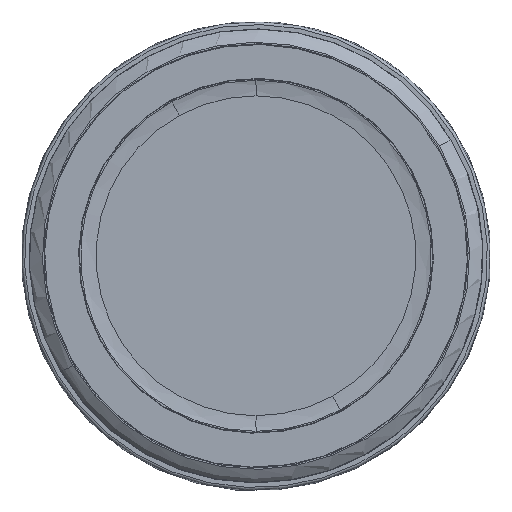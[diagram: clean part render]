
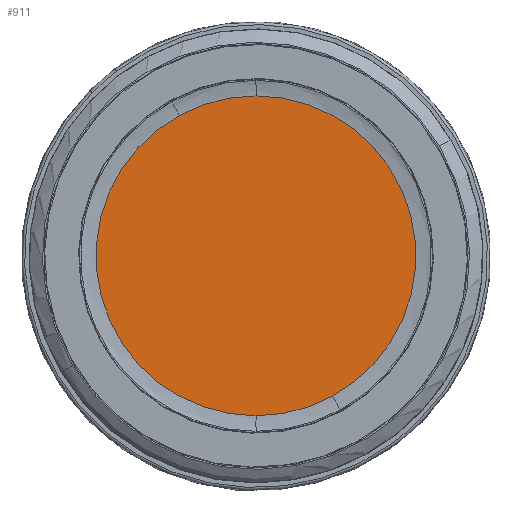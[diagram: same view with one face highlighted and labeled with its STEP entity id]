
A CAD part, top view. The second image highlights one B-rep face of the part: STEP entity #911.
In plain terms, the highlighted planar face has unit normal (0, 0, 1).
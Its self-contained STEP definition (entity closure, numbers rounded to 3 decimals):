
#442=CARTESIAN_POINT('Axis2P3D Location',(0.,33.9,21.903)) ;
#760=CARTESIAN_POINT('Vertex',(0.,30.65,21.903)) ;
#770=CARTESIAN_POINT('Vertex',(-14.694,26.898,21.903)) ;
#773=CARTESIAN_POINT('Axis2P3D Location',(0.,0.,21.903)) ;
#796=CARTESIAN_POINT('Axis2P3D Location',(0.,0.,21.903)) ;
#800=CARTESIAN_POINT('Vertex',(14.694,-26.898,21.903)) ;
#836=CARTESIAN_POINT('Vertex',(0.,-30.65,21.903)) ;
#839=CARTESIAN_POINT('Axis2P3D Location',(0.,0.,21.903)) ;
#862=CARTESIAN_POINT('Axis2P3D Location',(0.,0.,21.903)) ;
#443=DIRECTION('Axis2P3D Direction',(0.,0.,1.)) ;
#444=DIRECTION('Axis2P3D XDirection',(1.,0.,0.)) ;
#774=DIRECTION('Axis2P3D Direction',(0.,0.,1.)) ;
#797=DIRECTION('Axis2P3D Direction',(0.,0.,1.)) ;
#840=DIRECTION('Axis2P3D Direction',(0.,0.,1.)) ;
#863=DIRECTION('Axis2P3D Direction',(0.,0.,1.)) ;
#445=AXIS2_PLACEMENT_3D('Plane Axis2P3D',#442,#443,#444) ;
#775=AXIS2_PLACEMENT_3D('Circle Axis2P3D',#773,#774,$) ;
#798=AXIS2_PLACEMENT_3D('Circle Axis2P3D',#796,#797,$) ;
#841=AXIS2_PLACEMENT_3D('Circle Axis2P3D',#839,#840,$) ;
#864=AXIS2_PLACEMENT_3D('Circle Axis2P3D',#862,#863,$) ;
#906=ORIENTED_EDGE('',*,*,#802,.T.) ;
#907=ORIENTED_EDGE('',*,*,#777,.T.) ;
#908=ORIENTED_EDGE('',*,*,#866,.T.) ;
#909=ORIENTED_EDGE('',*,*,#843,.T.) ;
#911=ADVANCED_FACE('EG02601_A.1\\Corps principal',(#910),#446,.T.) ;
#776=CIRCLE('generated circle',#775,30.65) ;
#799=CIRCLE('generated circle',#798,30.65) ;
#842=CIRCLE('generated circle',#841,30.65) ;
#865=CIRCLE('generated circle',#864,30.65) ;
#777=EDGE_CURVE('',#761,#771,#776,.T.) ;
#802=EDGE_CURVE('',#801,#761,#799,.T.) ;
#843=EDGE_CURVE('',#837,#801,#842,.T.) ;
#866=EDGE_CURVE('',#771,#837,#865,.T.) ;
#905=EDGE_LOOP('',(#906,#907,#908,#909)) ;
#910=FACE_OUTER_BOUND('',#905,.T.) ;
#446=PLANE('Plane',#445) ;
#761=VERTEX_POINT('',#760) ;
#771=VERTEX_POINT('',#770) ;
#801=VERTEX_POINT('',#800) ;
#837=VERTEX_POINT('',#836) ;
